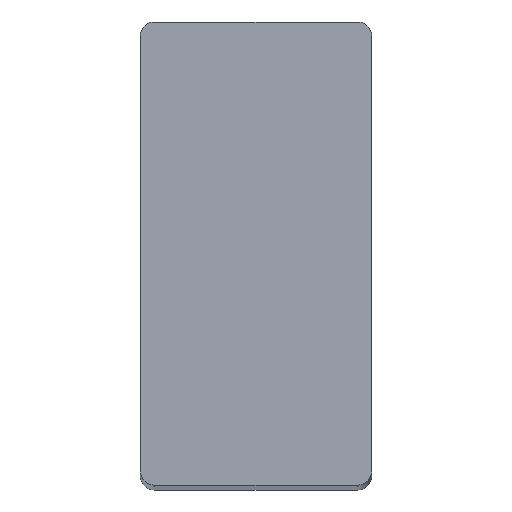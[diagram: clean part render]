
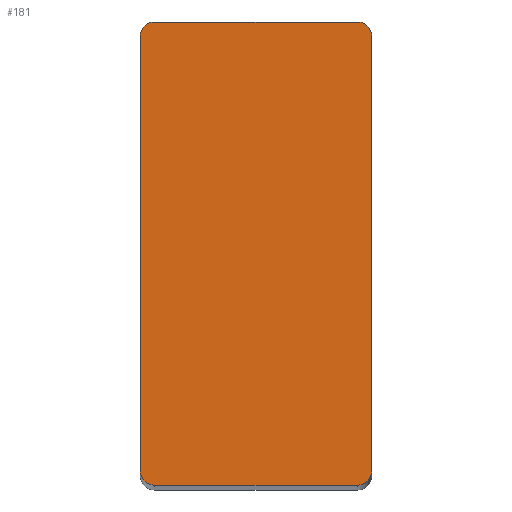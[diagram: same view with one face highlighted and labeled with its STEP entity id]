
A CAD part, top view. The second image highlights one B-rep face of the part: STEP entity #181.
In plain terms, the highlighted planar face has unit normal (0, 0, 1).
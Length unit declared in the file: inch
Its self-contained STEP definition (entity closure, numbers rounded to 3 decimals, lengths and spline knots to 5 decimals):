
#16=CIRCLE('',#208,0.125);
#18=CIRCLE('',#212,0.125);
#20=CIRCLE('',#216,0.125);
#22=CIRCLE('',#220,0.125);
#35=FACE_OUTER_BOUND('',#45,.T.);
#45=EDGE_LOOP('',(#151,#152,#153,#154,#155,#156,#157,#158));
#49=LINE('',#285,#65);
#53=LINE('',#297,#69);
#57=LINE('',#309,#73);
#61=LINE('',#321,#77);
#65=VECTOR('',#229,0.3937);
#69=VECTOR('',#241,0.3937);
#73=VECTOR('',#253,0.3937);
#77=VECTOR('',#265,0.3937);
#81=VERTEX_POINT('',#282);
#82=VERTEX_POINT('',#284);
#84=VERTEX_POINT('',#290);
#86=VERTEX_POINT('',#296);
#88=VERTEX_POINT('',#302);
#90=VERTEX_POINT('',#308);
#92=VERTEX_POINT('',#314);
#94=VERTEX_POINT('',#320);
#97=EDGE_CURVE('',#82,#81,#49,.T.);
#100=EDGE_CURVE('',#84,#82,#16,.T.);
#103=EDGE_CURVE('',#86,#84,#53,.T.);
#106=EDGE_CURVE('',#88,#86,#18,.T.);
#109=EDGE_CURVE('',#90,#88,#57,.T.);
#112=EDGE_CURVE('',#92,#90,#20,.T.);
#115=EDGE_CURVE('',#94,#92,#61,.T.);
#118=EDGE_CURVE('',#81,#94,#22,.T.);
#151=ORIENTED_EDGE('',*,*,#118,.T.);
#152=ORIENTED_EDGE('',*,*,#115,.T.);
#153=ORIENTED_EDGE('',*,*,#112,.T.);
#154=ORIENTED_EDGE('',*,*,#109,.T.);
#155=ORIENTED_EDGE('',*,*,#106,.T.);
#156=ORIENTED_EDGE('',*,*,#103,.T.);
#157=ORIENTED_EDGE('',*,*,#100,.T.);
#158=ORIENTED_EDGE('',*,*,#97,.T.);
#171=PLANE('',#221);
#181=ADVANCED_FACE('',(#35),#171,.T.);
#208=AXIS2_PLACEMENT_3D('',#291,#235,#236);
#212=AXIS2_PLACEMENT_3D('',#303,#247,#248);
#216=AXIS2_PLACEMENT_3D('',#315,#259,#260);
#220=AXIS2_PLACEMENT_3D('',#325,#271,#272);
#221=AXIS2_PLACEMENT_3D('',#326,#273,#274);
#229=DIRECTION('',(1.,0.,0.));
#235=DIRECTION('center_axis',(0.,0.,1.));
#236=DIRECTION('ref_axis',(-1.,0.,0.));
#241=DIRECTION('',(0.,-1.,0.));
#247=DIRECTION('center_axis',(0.,0.,1.));
#248=DIRECTION('ref_axis',(0.,1.,0.));
#253=DIRECTION('',(-1.,0.,0.));
#259=DIRECTION('center_axis',(0.,0.,1.));
#260=DIRECTION('ref_axis',(1.,0.,0.));
#265=DIRECTION('',(0.,1.,0.));
#271=DIRECTION('center_axis',(0.,0.,1.));
#272=DIRECTION('ref_axis',(0.,-1.,0.));
#273=DIRECTION('center_axis',(0.,0.,1.));
#274=DIRECTION('ref_axis',(1.,0.,0.));
#282=CARTESIAN_POINT('',(1.875,0.,24.));
#284=CARTESIAN_POINT('',(0.125,0.,24.));
#285=CARTESIAN_POINT('',(0.125,0.,24.));
#290=CARTESIAN_POINT('',(0.,0.125,24.));
#291=CARTESIAN_POINT('Origin',(0.125,0.125,24.));
#296=CARTESIAN_POINT('',(0.,3.875,24.));
#297=CARTESIAN_POINT('',(0.,3.875,24.));
#302=CARTESIAN_POINT('',(0.125,4.,24.));
#303=CARTESIAN_POINT('Origin',(0.125,3.875,24.));
#308=CARTESIAN_POINT('',(1.875,4.,24.));
#309=CARTESIAN_POINT('',(1.875,4.,24.));
#314=CARTESIAN_POINT('',(2.,3.875,24.));
#315=CARTESIAN_POINT('Origin',(1.875,3.875,24.));
#320=CARTESIAN_POINT('',(2.,0.125,24.));
#321=CARTESIAN_POINT('',(2.,0.125,24.));
#325=CARTESIAN_POINT('Origin',(1.875,0.125,24.));
#326=CARTESIAN_POINT('Origin',(1.,2.,24.));
